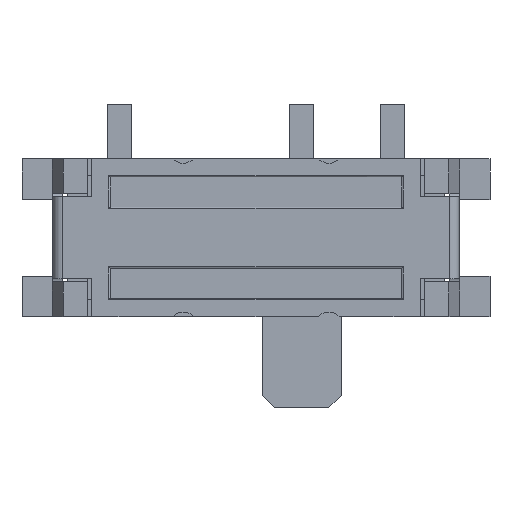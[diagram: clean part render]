
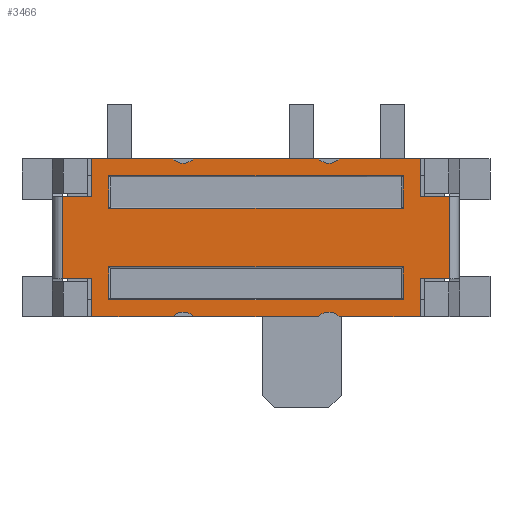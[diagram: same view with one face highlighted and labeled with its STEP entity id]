
A CAD part, top view. The second image highlights one B-rep face of the part: STEP entity #3466.
In plain terms, the highlighted face is planar.
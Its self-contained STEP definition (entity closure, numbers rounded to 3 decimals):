
#76=CIRCLE('',#3682,0.25);
#77=CIRCLE('',#3683,0.25);
#78=CIRCLE('',#3684,0.25);
#79=CIRCLE('',#3685,0.25);
#115=FACE_BOUND('',#336,.T.);
#116=FACE_BOUND('',#337,.T.);
#156=FACE_OUTER_BOUND('',#335,.T.);
#335=EDGE_LOOP('',(#2450,#2451,#2452,#2453,#2454,#2455,#2456,#2457,#2458,
#2459,#2460,#2461,#2462,#2463,#2464,#2465,#2466,#2467,#2468,#2469));
#336=EDGE_LOOP('',(#2470,#2471,#2472,#2473));
#337=EDGE_LOOP('',(#2474,#2475,#2476,#2477));
#508=LINE('',#4844,#954);
#512=LINE('',#4853,#958);
#546=LINE('',#4917,#992);
#576=LINE('',#4976,#1022);
#594=LINE('',#5022,#1040);
#596=LINE('',#5031,#1042);
#598=LINE('',#5037,#1044);
#632=LINE('',#5116,#1078);
#661=LINE('',#5190,#1107);
#662=LINE('',#5193,#1108);
#665=LINE('',#5199,#1111);
#666=LINE('',#5203,#1112);
#670=LINE('',#5218,#1116);
#671=LINE('',#5220,#1117);
#672=LINE('',#5222,#1118);
#673=LINE('',#5224,#1119);
#674=LINE('',#5225,#1120);
#675=LINE('',#5230,#1121);
#676=LINE('',#5232,#1122);
#677=LINE('',#5234,#1123);
#678=LINE('',#5235,#1124);
#679=LINE('',#5236,#1125);
#680=LINE('',#5240,#1126);
#681=LINE('',#5242,#1127);
#954=VECTOR('',#3900,1000.);
#958=VECTOR('',#3906,1000.);
#992=VECTOR('',#3944,1000.);
#1022=VECTOR('',#3978,1000.);
#1040=VECTOR('',#4014,1000.);
#1042=VECTOR('',#4022,1000.);
#1044=VECTOR('',#4028,1000.);
#1078=VECTOR('',#4084,1000.);
#1107=VECTOR('',#4145,1000.);
#1108=VECTOR('',#4148,1000.);
#1111=VECTOR('',#4155,1000.);
#1112=VECTOR('',#4160,1000.);
#1116=VECTOR('',#4176,1000.);
#1117=VECTOR('',#4177,1000.);
#1118=VECTOR('',#4178,1000.);
#1119=VECTOR('',#4179,1000.);
#1120=VECTOR('',#4180,1000.);
#1121=VECTOR('',#4185,1000.);
#1122=VECTOR('',#4186,1000.);
#1123=VECTOR('',#4187,1000.);
#1124=VECTOR('',#4188,1000.);
#1125=VECTOR('',#4189,1000.);
#1126=VECTOR('',#4192,1000.);
#1127=VECTOR('',#4195,1000.);
#1400=VERTEX_POINT('',#4841);
#1401=VERTEX_POINT('',#4843);
#1404=VERTEX_POINT('',#4850);
#1405=VERTEX_POINT('',#4852);
#1432=VERTEX_POINT('',#4914);
#1433=VERTEX_POINT('',#4916);
#1459=VERTEX_POINT('',#4973);
#1460=VERTEX_POINT('',#4975);
#1477=VERTEX_POINT('',#5016);
#1479=VERTEX_POINT('',#5020);
#1481=VERTEX_POINT('',#5025);
#1483=VERTEX_POINT('',#5029);
#1485=VERTEX_POINT('',#5035);
#1518=VERTEX_POINT('',#5113);
#1519=VERTEX_POINT('',#5115);
#1548=VERTEX_POINT('',#5188);
#1549=VERTEX_POINT('',#5192);
#1551=VERTEX_POINT('',#5201);
#1556=VERTEX_POINT('',#5217);
#1557=VERTEX_POINT('',#5219);
#1558=VERTEX_POINT('',#5221);
#1559=VERTEX_POINT('',#5223);
#1560=VERTEX_POINT('',#5227);
#1561=VERTEX_POINT('',#5229);
#1562=VERTEX_POINT('',#5231);
#1563=VERTEX_POINT('',#5233);
#1564=VERTEX_POINT('',#5237);
#1565=VERTEX_POINT('',#5239);
#1722=EDGE_CURVE('',#1401,#1400,#508,.T.);
#1726=EDGE_CURVE('',#1405,#1404,#512,.T.);
#1760=EDGE_CURVE('',#1432,#1433,#546,.T.);
#1790=EDGE_CURVE('',#1459,#1460,#576,.T.);
#1813=EDGE_CURVE('',#1479,#1477,#594,.T.);
#1817=EDGE_CURVE('',#1481,#1483,#596,.T.);
#1820=EDGE_CURVE('',#1483,#1485,#598,.T.);
#1857=EDGE_CURVE('',#1519,#1518,#632,.T.);
#1894=EDGE_CURVE('',#1548,#1477,#661,.T.);
#1895=EDGE_CURVE('',#1549,#1481,#662,.T.);
#1899=EDGE_CURVE('',#1549,#1485,#665,.T.);
#1901=EDGE_CURVE('',#1551,#1479,#666,.T.);
#1908=EDGE_CURVE('',#1432,#1556,#670,.T.);
#1909=EDGE_CURVE('',#1557,#1556,#671,.T.);
#1910=EDGE_CURVE('',#1557,#1558,#672,.T.);
#1911=EDGE_CURVE('',#1558,#1559,#673,.T.);
#1912=EDGE_CURVE('',#1401,#1559,#674,.T.);
#1913=EDGE_CURVE('',#1405,#1400,#76,.T.);
#1914=EDGE_CURVE('',#1560,#1404,#77,.T.);
#1915=EDGE_CURVE('',#1560,#1561,#675,.T.);
#1916=EDGE_CURVE('',#1561,#1562,#676,.T.);
#1917=EDGE_CURVE('',#1563,#1562,#677,.T.);
#1918=EDGE_CURVE('',#1519,#1563,#678,.T.);
#1919=EDGE_CURVE('',#1460,#1518,#679,.T.);
#1920=EDGE_CURVE('',#1564,#1459,#78,.T.);
#1921=EDGE_CURVE('',#1565,#1564,#680,.T.);
#1922=EDGE_CURVE('',#1433,#1565,#79,.T.);
#1923=EDGE_CURVE('',#1551,#1548,#681,.T.);
#2450=ORIENTED_EDGE('',*,*,#1760,.F.);
#2451=ORIENTED_EDGE('',*,*,#1908,.T.);
#2452=ORIENTED_EDGE('',*,*,#1909,.F.);
#2453=ORIENTED_EDGE('',*,*,#1910,.T.);
#2454=ORIENTED_EDGE('',*,*,#1911,.T.);
#2455=ORIENTED_EDGE('',*,*,#1912,.F.);
#2456=ORIENTED_EDGE('',*,*,#1722,.T.);
#2457=ORIENTED_EDGE('',*,*,#1913,.F.);
#2458=ORIENTED_EDGE('',*,*,#1726,.T.);
#2459=ORIENTED_EDGE('',*,*,#1914,.F.);
#2460=ORIENTED_EDGE('',*,*,#1915,.T.);
#2461=ORIENTED_EDGE('',*,*,#1916,.T.);
#2462=ORIENTED_EDGE('',*,*,#1917,.F.);
#2463=ORIENTED_EDGE('',*,*,#1918,.F.);
#2464=ORIENTED_EDGE('',*,*,#1857,.T.);
#2465=ORIENTED_EDGE('',*,*,#1919,.F.);
#2466=ORIENTED_EDGE('',*,*,#1790,.F.);
#2467=ORIENTED_EDGE('',*,*,#1920,.F.);
#2468=ORIENTED_EDGE('',*,*,#1921,.F.);
#2469=ORIENTED_EDGE('',*,*,#1922,.F.);
#2470=ORIENTED_EDGE('',*,*,#1895,.T.);
#2471=ORIENTED_EDGE('',*,*,#1817,.T.);
#2472=ORIENTED_EDGE('',*,*,#1820,.T.);
#2473=ORIENTED_EDGE('',*,*,#1899,.F.);
#2474=ORIENTED_EDGE('',*,*,#1923,.T.);
#2475=ORIENTED_EDGE('',*,*,#1894,.T.);
#2476=ORIENTED_EDGE('',*,*,#1813,.F.);
#2477=ORIENTED_EDGE('',*,*,#1901,.F.);
#3233=PLANE('',#3681);
#3466=ADVANCED_FACE('',(#156,#115,#116),#3233,.F.);
#3681=AXIS2_PLACEMENT_3D('',#5216,#4174,#4175);
#3682=AXIS2_PLACEMENT_3D('',#5226,#4181,#4182);
#3683=AXIS2_PLACEMENT_3D('',#5228,#4183,#4184);
#3684=AXIS2_PLACEMENT_3D('',#5238,#4190,#4191);
#3685=AXIS2_PLACEMENT_3D('',#5241,#4193,#4194);
#3900=DIRECTION('',(1.,0.,0.));
#3906=DIRECTION('',(1.,0.,0.));
#3944=DIRECTION('',(1.,0.,0.));
#3978=DIRECTION('',(1.,0.,0.));
#4014=DIRECTION('',(0.,0.,-1.));
#4022=DIRECTION('',(-1.,0.,0.));
#4028=DIRECTION('',(0.,0.,-1.));
#4084=DIRECTION('',(-1.,0.,0.));
#4145=DIRECTION('',(1.,0.,0.));
#4148=DIRECTION('',(0.,0.,1.));
#4155=DIRECTION('',(-1.,0.,0.));
#4160=DIRECTION('',(1.,0.,0.));
#4174=DIRECTION('center_axis',(0.,-1.,0.));
#4175=DIRECTION('ref_axis',(0.,0.,-1.));
#4176=DIRECTION('',(0.,0.,1.));
#4177=DIRECTION('',(1.,0.,0.));
#4178=DIRECTION('',(0.,0.,1.));
#4179=DIRECTION('',(1.,0.,0.));
#4180=DIRECTION('',(0.,0.,-1.));
#4181=DIRECTION('center_axis',(0.,1.,0.));
#4182=DIRECTION('ref_axis',(0.,0.,-1.));
#4183=DIRECTION('center_axis',(0.,1.,0.));
#4184=DIRECTION('ref_axis',(0.,0.,-1.));
#4185=DIRECTION('',(1.,0.,0.));
#4186=DIRECTION('',(0.,0.,-1.));
#4187=DIRECTION('',(-1.,0.,0.));
#4188=DIRECTION('',(0.,0.,1.));
#4189=DIRECTION('',(0.,0.,1.));
#4190=DIRECTION('center_axis',(0.,1.,0.));
#4191=DIRECTION('ref_axis',(0.,0.,1.));
#4192=DIRECTION('',(1.,0.,0.));
#4193=DIRECTION('center_axis',(0.,1.,0.));
#4194=DIRECTION('ref_axis',(0.,0.,1.));
#4195=DIRECTION('',(0.,0.,-1.));
#4841=CARTESIAN_POINT('',(-1.379,1.35,1.3));
#4843=CARTESIAN_POINT('',(-2.7,1.35,1.3));
#4844=CARTESIAN_POINT('',(-2.7,1.35,1.3));
#4850=CARTESIAN_POINT('',(1.021,1.35,1.3));
#4852=CARTESIAN_POINT('',(-1.021,1.35,1.3));
#4853=CARTESIAN_POINT('',(-1.021,1.35,1.3));
#4914=CARTESIAN_POINT('',(-2.7,1.35,-1.3));
#4916=CARTESIAN_POINT('',(-1.379,1.35,-1.3));
#4917=CARTESIAN_POINT('',(-2.7,1.35,-1.3));
#4973=CARTESIAN_POINT('',(1.379,1.35,-1.3));
#4975=CARTESIAN_POINT('',(2.7,1.35,-1.3));
#4976=CARTESIAN_POINT('',(1.379,1.35,-1.3));
#5016=CARTESIAN_POINT('',(2.42,1.35,0.48));
#5020=CARTESIAN_POINT('',(2.42,1.35,1.02));
#5022=CARTESIAN_POINT('',(2.42,1.35,1.02));
#5025=CARTESIAN_POINT('',(2.42,1.35,-0.48));
#5029=CARTESIAN_POINT('',(-2.42,1.35,-0.48));
#5031=CARTESIAN_POINT('',(2.42,1.35,-0.48));
#5035=CARTESIAN_POINT('',(-2.42,1.35,-1.02));
#5037=CARTESIAN_POINT('',(-2.42,1.35,-0.48));
#5113=CARTESIAN_POINT('',(2.7,1.35,-0.675));
#5115=CARTESIAN_POINT('',(3.18,1.35,-0.675));
#5116=CARTESIAN_POINT('',(3.18,1.35,-0.675));
#5188=CARTESIAN_POINT('',(-2.42,1.35,0.48));
#5190=CARTESIAN_POINT('',(-2.42,1.35,0.48));
#5192=CARTESIAN_POINT('',(2.42,1.35,-1.02));
#5193=CARTESIAN_POINT('',(2.42,1.35,-1.02));
#5199=CARTESIAN_POINT('',(2.42,1.35,-1.02));
#5201=CARTESIAN_POINT('',(-2.42,1.35,1.02));
#5203=CARTESIAN_POINT('',(-2.42,1.35,1.02));
#5216=CARTESIAN_POINT('Origin',(-3.18,1.35,-1.3));
#5217=CARTESIAN_POINT('',(-2.7,1.35,-0.675));
#5218=CARTESIAN_POINT('',(-2.7,1.35,-1.3));
#5219=CARTESIAN_POINT('',(-3.18,1.35,-0.675));
#5220=CARTESIAN_POINT('',(-3.18,1.35,-0.675));
#5221=CARTESIAN_POINT('',(-3.18,1.35,0.675));
#5222=CARTESIAN_POINT('',(-3.18,1.35,-0.675));
#5223=CARTESIAN_POINT('',(-2.7,1.35,0.675));
#5224=CARTESIAN_POINT('',(-3.18,1.35,0.675));
#5225=CARTESIAN_POINT('',(-2.7,1.35,1.3));
#5226=CARTESIAN_POINT('Origin',(-1.2,1.35,1.475));
#5227=CARTESIAN_POINT('',(1.379,1.35,1.3));
#5228=CARTESIAN_POINT('Origin',(1.2,1.35,1.475));
#5229=CARTESIAN_POINT('',(2.7,1.35,1.3));
#5230=CARTESIAN_POINT('',(1.379,1.35,1.3));
#5231=CARTESIAN_POINT('',(2.7,1.35,0.675));
#5232=CARTESIAN_POINT('',(2.7,1.35,1.3));
#5233=CARTESIAN_POINT('',(3.18,1.35,0.675));
#5234=CARTESIAN_POINT('',(3.18,1.35,0.675));
#5235=CARTESIAN_POINT('',(3.18,1.35,-0.675));
#5236=CARTESIAN_POINT('',(2.7,1.35,-1.3));
#5237=CARTESIAN_POINT('',(1.021,1.35,-1.3));
#5238=CARTESIAN_POINT('Origin',(1.2,1.35,-1.475));
#5239=CARTESIAN_POINT('',(-1.021,1.35,-1.3));
#5240=CARTESIAN_POINT('',(-1.021,1.35,-1.3));
#5241=CARTESIAN_POINT('Origin',(-1.2,1.35,-1.475));
#5242=CARTESIAN_POINT('',(-2.42,1.35,1.02));
